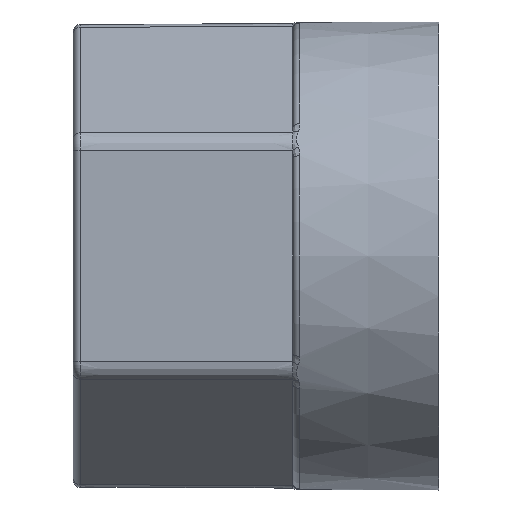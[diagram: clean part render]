
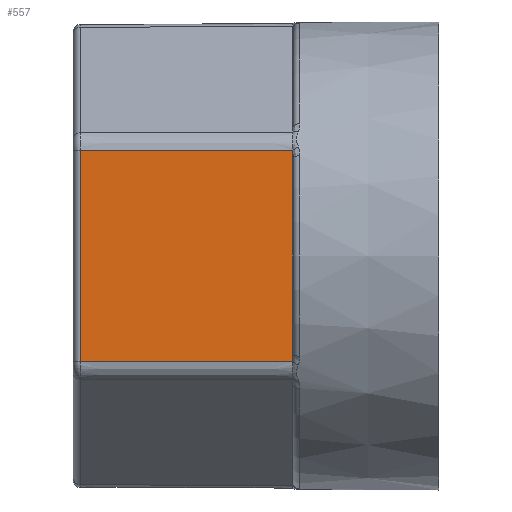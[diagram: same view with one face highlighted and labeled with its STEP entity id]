
A CAD part, left-side view. The second image highlights one B-rep face of the part: STEP entity #557.
In plain terms, the highlighted planar face has unit normal (-1, 0.004, 0).
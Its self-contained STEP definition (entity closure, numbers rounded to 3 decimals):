
#74 = LINE ( 'NONE', #269, #2870 ) ;
#92 = CARTESIAN_POINT ( 'NONE',  ( -7., 0., -3.608 ) ) ;
#182 = EDGE_LOOP ( 'NONE', ( #2550, #1171, #2406, #2444, #1417, #2917 ) ) ;
#186 = CARTESIAN_POINT ( 'NONE',  ( -6.978, 5., 0. ) ) ;
#251 = DIRECTION ( 'NONE',  ( 0., 0., -1. ) ) ;
#267 = EDGE_CURVE ( 'NONE', #530, #2716, #1784, .T. ) ;
#269 = CARTESIAN_POINT ( 'NONE',  ( -6.978, 5., 0. ) ) ;
#348 = PLANE ( 'NONE',  #754 ) ;
#386 = CARTESIAN_POINT ( 'NONE',  ( -7., 0., 3.608 ) ) ;
#411 = VECTOR ( 'NONE', #521, 1000. ) ;
#521 = DIRECTION ( 'NONE',  ( 0., 0., 1. ) ) ;
#530 = VERTEX_POINT ( 'NONE', #2240 ) ;
#552 = FACE_OUTER_BOUND ( 'NONE', #182, .T. ) ;
#557 = ADVANCED_FACE ( 'NONE', ( #552 ), #348, .T. ) ;
#597 = CARTESIAN_POINT ( 'NONE',  ( -6.978, 5., 0. ) ) ;
#751 = EDGE_CURVE ( 'NONE', #2716, #1347, #941, .T. ) ;
#754 = AXIS2_PLACEMENT_3D ( 'NONE', #92, #1516, #2471 ) ;
#802 = LINE ( 'NONE', #2687, #1209 ) ;
#889 = LINE ( 'NONE', #386, #968 ) ;
#938 = VERTEX_POINT ( 'NONE', #945 ) ;
#941 = LINE ( 'NONE', #186, #1707 ) ;
#945 = CARTESIAN_POINT ( 'NONE',  ( -6.947, 12.251, -3.608 ) ) ;
#968 = VECTOR ( 'NONE', #2764, 1000. ) ;
#975 = CARTESIAN_POINT ( 'NONE',  ( -6.947, 12.251, 3.608 ) ) ;
#1145 = CARTESIAN_POINT ( 'NONE',  ( -6.978, 5., -3.324 ) ) ;
#1171 = ORIENTED_EDGE ( 'NONE', *, *, #1504, .F. ) ;
#1209 = VECTOR ( 'NONE', #2198, 1000. ) ;
#1244 = CARTESIAN_POINT ( 'NONE',  ( -6.978, 5., -3.608 ) ) ;
#1347 = VERTEX_POINT ( 'NONE', #1145 ) ;
#1417 = ORIENTED_EDGE ( 'NONE', *, *, #2956, .F. ) ;
#1504 = EDGE_CURVE ( 'NONE', #1347, #3078, #74, .T. ) ;
#1516 = DIRECTION ( 'NONE',  ( -1., 0.004, 0. ) ) ;
#1540 = CARTESIAN_POINT ( 'NONE',  ( -6.947, 12.251, 3.608 ) ) ;
#1590 = EDGE_CURVE ( 'NONE', #938, #3078, #802, .T. ) ;
#1707 = VECTOR ( 'NONE', #251, 1000. ) ;
#1784 = LINE ( 'NONE', #597, #2810 ) ;
#1795 = DIRECTION ( 'NONE',  ( 0., 0., -1. ) ) ;
#1967 = LINE ( 'NONE', #975, #411 ) ;
#2109 = VERTEX_POINT ( 'NONE', #1540 ) ;
#2198 = DIRECTION ( 'NONE',  ( -0.004, -1., 0. ) ) ;
#2240 = CARTESIAN_POINT ( 'NONE',  ( -6.978, 5., 3.608 ) ) ;
#2406 = ORIENTED_EDGE ( 'NONE', *, *, #751, .F. ) ;
#2440 = EDGE_CURVE ( 'NONE', #938, #2109, #1967, .T. ) ;
#2444 = ORIENTED_EDGE ( 'NONE', *, *, #267, .F. ) ;
#2471 = DIRECTION ( 'NONE',  ( 0., 0., -1. ) ) ;
#2550 = ORIENTED_EDGE ( 'NONE', *, *, #1590, .T. ) ;
#2673 = CARTESIAN_POINT ( 'NONE',  ( -6.978, 5., 3.324 ) ) ;
#2687 = CARTESIAN_POINT ( 'NONE',  ( -7., 0., -3.608 ) ) ;
#2702 = DIRECTION ( 'NONE',  ( 0., 0., -1. ) ) ;
#2716 = VERTEX_POINT ( 'NONE', #2673 ) ;
#2764 = DIRECTION ( 'NONE',  ( -0.004, -1., 0. ) ) ;
#2810 = VECTOR ( 'NONE', #1795, 1000. ) ;
#2870 = VECTOR ( 'NONE', #2702, 1000. ) ;
#2917 = ORIENTED_EDGE ( 'NONE', *, *, #2440, .F. ) ;
#2956 = EDGE_CURVE ( 'NONE', #2109, #530, #889, .T. ) ;
#3078 = VERTEX_POINT ( 'NONE', #1244 ) ;
